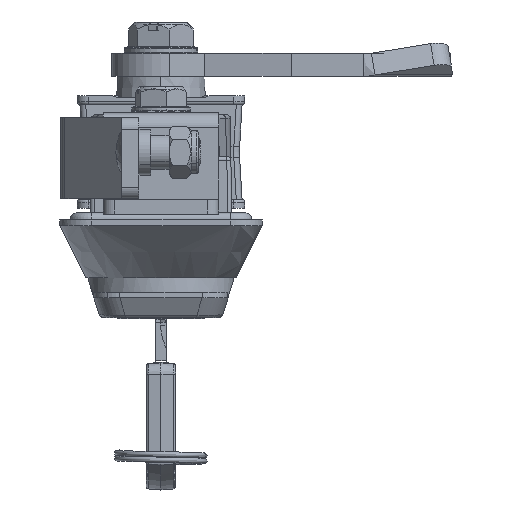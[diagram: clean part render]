
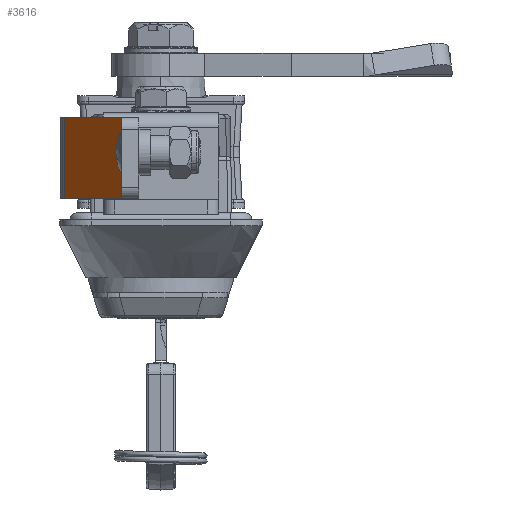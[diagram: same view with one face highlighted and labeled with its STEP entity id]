
A CAD part, left-side view. The second image highlights one B-rep face of the part: STEP entity #3616.
In plain terms, the highlighted planar face has unit normal (-0.628, 0.778, 0).
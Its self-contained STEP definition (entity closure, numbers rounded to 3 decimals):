
#630 = EDGE_CURVE ( 'NONE', #35192, #12338, #21896, .T. ) ;
#1881 = CARTESIAN_POINT ( 'NONE',  ( -116.565, 16.892, 5.25 ) ) ;
#2152 = ORIENTED_EDGE ( 'NONE', *, *, #12410, .T. ) ;
#2238 = PLANE ( 'NONE',  #21246 ) ;
#3259 = CARTESIAN_POINT ( 'NONE',  ( -116.954, 16.578, 12.983 ) ) ;
#3616 = ADVANCED_FACE ( 'NONE', ( #16513 ), #2238, .T. ) ;
#4930 = B_SPLINE_CURVE_WITH_KNOTS ( 'NONE', 3,
 ( #34602, #18064, #3259, #22934 ),
 .UNSPECIFIED., .F., .F.,
 ( 4, 4 ),
 ( -0.176, 1. ),
 .UNSPECIFIED. ) ;
#6695 = CARTESIAN_POINT ( 'NONE',  ( -116.565, 16.892, 3.65 ) ) ;
#7061 = ORIENTED_EDGE ( 'NONE', *, *, #22564, .F. ) ;
#7140 = CARTESIAN_POINT ( 'NONE',  ( -116.954, 16.578, 3.65 ) ) ;
#10393 = CARTESIAN_POINT ( 'NONE',  ( -128.991, 6.856, 17.65 ) ) ;
#10643 = DIRECTION ( 'NONE',  ( 0.778, 0.628, 0. ) ) ;
#11043 = VERTEX_POINT ( 'NONE', #7140 ) ;
#11843 = VERTEX_POINT ( 'NONE', #15338 ) ;
#12338 = VERTEX_POINT ( 'NONE', #13380 ) ;
#12410 = EDGE_CURVE ( 'NONE', #11843, #35192, #20343, .T. ) ;
#13380 = CARTESIAN_POINT ( 'NONE',  ( -116.954, 16.578, 17.65 ) ) ;
#15338 = CARTESIAN_POINT ( 'NONE',  ( -128.991, 6.856, 3.65 ) ) ;
#15619 = ORIENTED_EDGE ( 'NONE', *, *, #630, .T. ) ;
#15665 = EDGE_CURVE ( 'NONE', #11043, #11843, #32622, .T. ) ;
#15852 = CARTESIAN_POINT ( 'NONE',  ( -128.991, 6.856, 3.65 ) ) ;
#16513 = FACE_OUTER_BOUND ( 'NONE', #17989, .T. ) ;
#17989 = EDGE_LOOP ( 'NONE', ( #15619, #7061, #32089, #2152 ) ) ;
#18064 = CARTESIAN_POINT ( 'NONE',  ( -116.954, 16.578, 8.317 ) ) ;
#20343 = B_SPLINE_CURVE_WITH_KNOTS ( 'NONE', 3,
 ( #15852, #24833, #30469, #10393 ),
 .UNSPECIFIED., .F., .F.,
 ( 4, 4 ),
 ( -0.176, 1. ),
 .UNSPECIFIED. ) ;
#21246 = AXIS2_PLACEMENT_3D ( 'NONE', #1881, #25122, #30948 ) ;
#21865 = VECTOR ( 'NONE', #23770, 1000. ) ;
#21896 = LINE ( 'NONE', #30535, #26368 ) ;
#22564 = EDGE_CURVE ( 'NONE', #11043, #12338, #4930, .T. ) ;
#22934 = CARTESIAN_POINT ( 'NONE',  ( -116.954, 16.578, 17.65 ) ) ;
#23770 = DIRECTION ( 'NONE',  ( -0.778, -0.628, 0. ) ) ;
#24833 = CARTESIAN_POINT ( 'NONE',  ( -128.991, 6.856, 8.317 ) ) ;
#25122 = DIRECTION ( 'NONE',  ( -0.628, 0.778, 0. ) ) ;
#26368 = VECTOR ( 'NONE', #10643, 1000. ) ;
#30469 = CARTESIAN_POINT ( 'NONE',  ( -128.991, 6.856, 12.983 ) ) ;
#30535 = CARTESIAN_POINT ( 'NONE',  ( -116.565, 16.892, 17.65 ) ) ;
#30948 = DIRECTION ( 'NONE',  ( -0.778, -0.628, 0. ) ) ;
#31302 = CARTESIAN_POINT ( 'NONE',  ( -128.991, 6.856, 17.65 ) ) ;
#32089 = ORIENTED_EDGE ( 'NONE', *, *, #15665, .T. ) ;
#32622 = LINE ( 'NONE', #6695, #21865 ) ;
#34602 = CARTESIAN_POINT ( 'NONE',  ( -116.954, 16.578, 3.65 ) ) ;
#35192 = VERTEX_POINT ( 'NONE', #31302 ) ;
